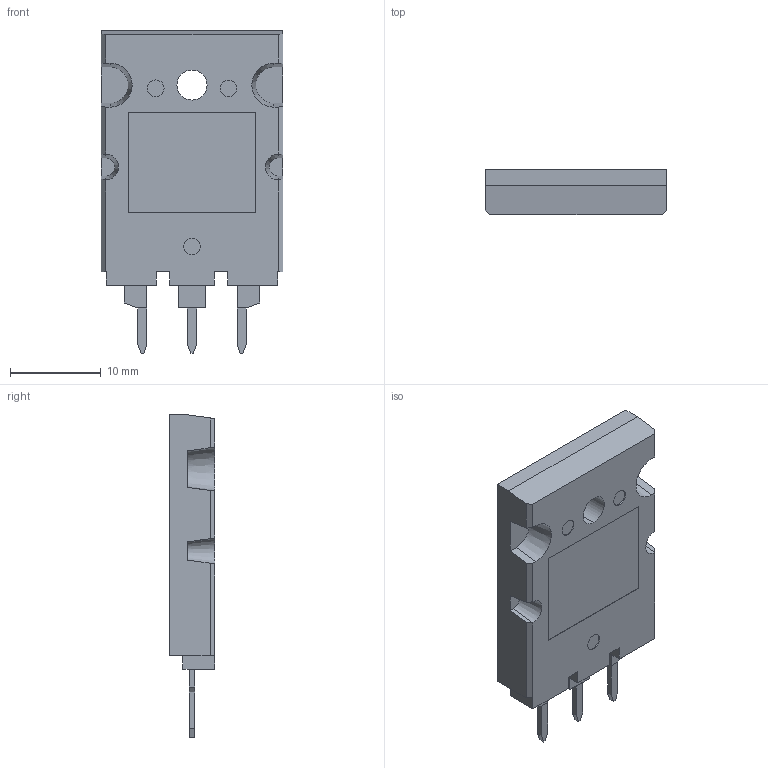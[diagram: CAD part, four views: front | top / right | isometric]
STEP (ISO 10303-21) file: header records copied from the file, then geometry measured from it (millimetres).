
FILE_DESCRIPTION (( 'STEP AP214' ), '1' );
FILE_NAME ('TO-264-3_3PIN-L20.0-W5.0-H28.5-P5.45-L.step', '2022-08-01T13:10:22', ( '' ), ( '' ), 'SwSTEP 2.0', 'SolidWorks 2020', '' );
FILE_SCHEMA (( 'AUTOMOTIVE_DESIGN' ));
Length unit declared in the file: millimetre
Products named in the file (1): TO-264-3_3PIN-L20.0-W5.0-H28.5-P5.45-L
Bounding box: 20 x 5 x 35.5 mm (x, y, z)
Volume: 2579.7 mm3; surface area: 2296.6 mm2
Topology: 8 solids, 8 shells, 367 faces, 968 edges, 644 vertices
Faces by surface type: plane 245, bspline 98, cylinder 20, cone 4
Entity records: 15892 total; most frequent: CARTESIAN_POINT 3286, ORIENTED_EDGE 1936, DIRECTION 1356, EDGE_CURVE 968, VECTOR 720, LINE 720, VERTEX_POINT 644, EDGE_LOOP 398
